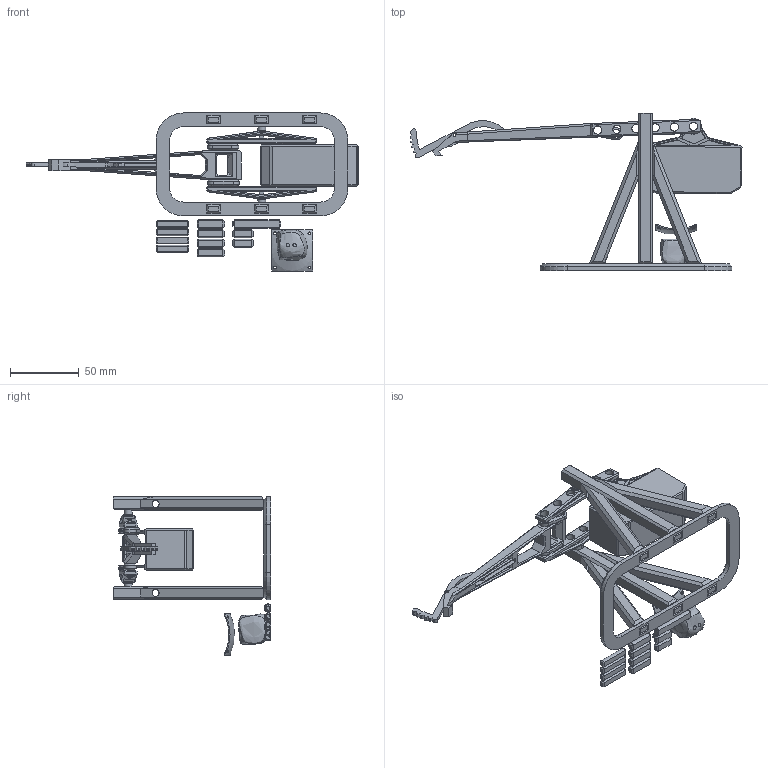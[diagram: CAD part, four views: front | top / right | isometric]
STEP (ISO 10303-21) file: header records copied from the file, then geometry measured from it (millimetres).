
FILE_DESCRIPTION(/* description */ (''),/* implementation_level */ '2;1');
FILE_NAME(/* name */ 'V-2.0-trebuchet-assembly.stp',/* time_stamp */ '2024-12-23T00:07:35Z',/* author */ ('iwheard'),/* organization */ (''),/* preprocessor_version */ 'ST-DEVELOPER v19',/* originating_system */ 'Autodesk Inventor 2023',/* authorisation */ '');
FILE_SCHEMA (('AUTOMOTIVE_DESIGN { 1 0 10303 214 3 1 1 }'));
Length unit declared in the file: millimetre
Products named in the file (19): trebuchet-assembly; pins; bolder; sling; V2-baseplate; V2-upright-a; V2-a-frame; V2-pivot-a; V2-throw-arm; v2-ratchet; V2-counterweight; V2-pivot-mirror; V2-upright-mirror; V2-a-frame-B; V2-a-frame-C; V2-a-frame-D; V2-spacer-A; V2-spacer-B; washers
Assembly tree (19 placements, depth 2):
  trebuchet-assembly
    pins
    bolder
    sling
    washers  x2
    V2-baseplate
    V2-upright-a
    V2-a-frame
    V2-pivot-a
    V2-throw-arm
    v2-ratchet
    V2-counterweight
    V2-pivot-mirror
    V2-upright-mirror
    V2-a-frame-B
    V2-a-frame-C
    V2-a-frame-D
    V2-spacer-A
    V2-spacer-B
Bounding box: 242.14 x 115 x 115.29 mm (x, y, z)
Volume: 175813.3 mm3; surface area: 75979.8 mm2
Topology: 30 solids, 32 shells, 897 faces, 2234 edges, 1382 vertices
Faces by surface type: plane 652, cylinder 124, cone 65, bspline 54, sphere 2
Full cylindrical faces by diameter (mm): 1.8 x3, 2 x4, 2.5 x2, 5 x6, 6 x20, 6.3 x4, 6.4 x2, 7 x2, 11.6 x2
Entity records: 33799 total; most frequent: CARTESIAN_POINT 12079, ORIENTED_EDGE 4432, DIRECTION 4156, EDGE_CURVE 2216, LINE 1676, VECTOR 1676, VERTEX_POINT 1372, AXIS2_PLACEMENT_3D 1240
